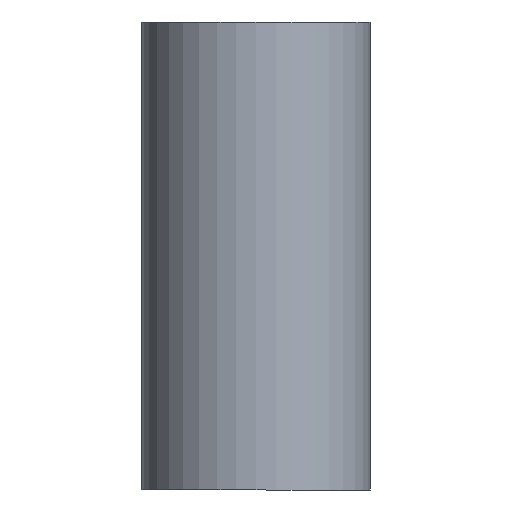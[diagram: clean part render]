
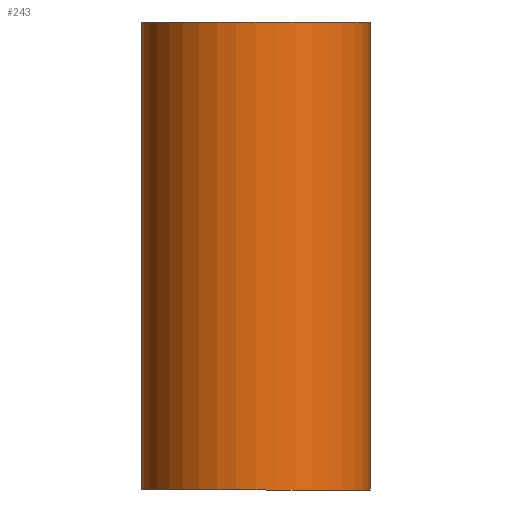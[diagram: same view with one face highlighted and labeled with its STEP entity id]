
A CAD part, front view. The second image highlights one B-rep face of the part: STEP entity #243.
In plain terms, the highlighted cylindrical face has radius 20 mm (diameter 40 mm), a partial arc.
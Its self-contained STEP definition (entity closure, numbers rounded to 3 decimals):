
#2 = CIRCLE ( 'NONE', #142, 20. ) ;
#8 = ORIENTED_EDGE ( 'NONE', *, *, #114, .F. ) ;
#10 = ORIENTED_EDGE ( 'NONE', *, *, #92, .F. ) ;
#21 = AXIS2_PLACEMENT_3D ( 'NONE', #186, #71, #161 ) ;
#36 = FACE_OUTER_BOUND ( 'NONE', #172, .T. ) ;
#46 = VERTEX_POINT ( 'NONE', #121 ) ;
#51 = DIRECTION ( 'NONE',  ( 0., 0., -1. ) ) ;
#53 = VECTOR ( 'NONE', #162, 1000. ) ;
#65 = VERTEX_POINT ( 'NONE', #150 ) ;
#68 = VERTEX_POINT ( 'NONE', #125 ) ;
#71 = DIRECTION ( 'NONE',  ( 0., 0., -1. ) ) ;
#72 = DIRECTION ( 'NONE',  ( 0., 0., -1. ) ) ;
#91 = DIRECTION ( 'NONE',  ( 0., 0., -1. ) ) ;
#92 = EDGE_CURVE ( 'NONE', #95, #68, #190, .T. ) ;
#94 = VECTOR ( 'NONE', #72, 1000. ) ;
#95 = VERTEX_POINT ( 'NONE', #103 ) ;
#101 = EDGE_CURVE ( 'NONE', #95, #65, #205, .T. ) ;
#103 = CARTESIAN_POINT ( 'NONE',  ( 20., 0., 41. ) ) ;
#110 = ORIENTED_EDGE ( 'NONE', *, *, #164, .T. ) ;
#113 = ORIENTED_EDGE ( 'NONE', *, *, #101, .T. ) ;
#114 = EDGE_CURVE ( 'NONE', #68, #46, #2, .T. ) ;
#121 = CARTESIAN_POINT ( 'NONE',  ( -20., 0., -41. ) ) ;
#125 = CARTESIAN_POINT ( 'NONE',  ( 20., 0., -41. ) ) ;
#130 = DIRECTION ( 'NONE',  ( 1., 0., 0. ) ) ;
#142 = AXIS2_PLACEMENT_3D ( 'NONE', #185, #51, #130 ) ;
#150 = CARTESIAN_POINT ( 'NONE',  ( -20., 0., 41. ) ) ;
#161 = DIRECTION ( 'NONE',  ( -1., 0., 0. ) ) ;
#162 = DIRECTION ( 'NONE',  ( 0., 0., -1. ) ) ;
#164 = EDGE_CURVE ( 'NONE', #65, #46, #214, .T. ) ;
#167 = CARTESIAN_POINT ( 'NONE',  ( 20., 0., 41. ) ) ;
#172 = EDGE_LOOP ( 'NONE', ( #10, #113, #110, #8 ) ) ;
#185 = CARTESIAN_POINT ( 'NONE',  ( 0., 0., -41. ) ) ;
#186 = CARTESIAN_POINT ( 'NONE',  ( 0., 0., 41. ) ) ;
#188 = CARTESIAN_POINT ( 'NONE',  ( -20., 0., 41. ) ) ;
#190 = LINE ( 'NONE', #167, #53 ) ;
#191 = DIRECTION ( 'NONE',  ( 1., 0., 0. ) ) ;
#205 = CIRCLE ( 'NONE', #225, 20. ) ;
#214 = LINE ( 'NONE', #188, #94 ) ;
#225 = AXIS2_PLACEMENT_3D ( 'NONE', #232, #91, #191 ) ;
#232 = CARTESIAN_POINT ( 'NONE',  ( 0., 0., 41. ) ) ;
#233 = CYLINDRICAL_SURFACE ( 'NONE', #21, 20. ) ;
#243 = ADVANCED_FACE ( 'NONE', ( #36 ), #233, .T. ) ;
